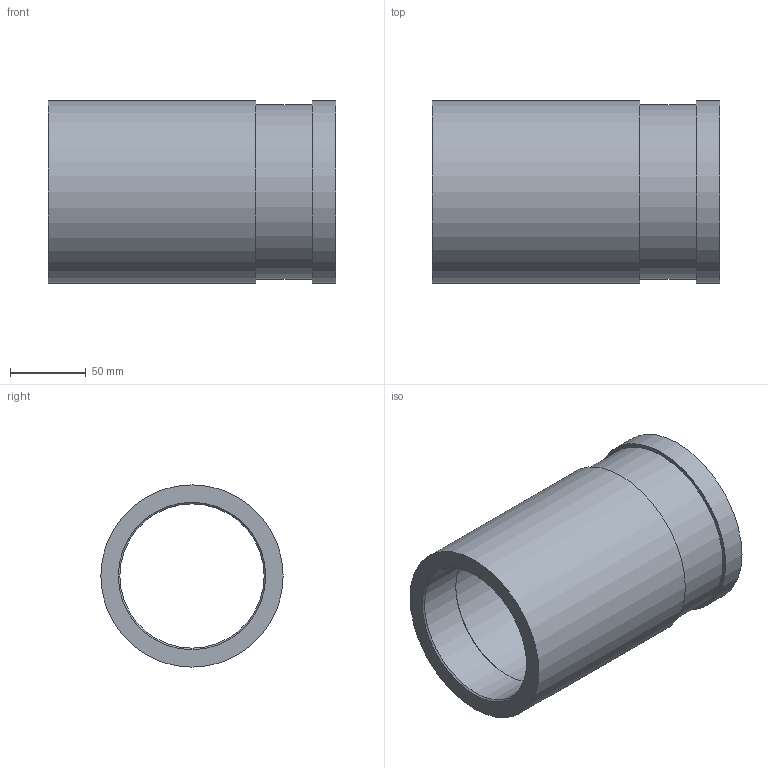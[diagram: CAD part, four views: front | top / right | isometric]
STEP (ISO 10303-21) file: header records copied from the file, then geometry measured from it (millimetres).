
FILE_DESCRIPTION(('STEP AP242'), '1');
FILE_NAME('32. Çàäíÿÿ çàùèòíàÿ ðóáàøêà ñî ñòîðîíû âûêèäà', '', ('UNSPECIFIED'), ('UNSPECIFIED'), 'C3D Converter', 'C3D Toolkit', '');
FILE_SCHEMA(('AP242_MANAGED_MODEL_BASED_3D_ENGINEERING_MIM_LF { 1 0 10303 442 1 1 4 }'));
Length unit declared in the file: millimetre
Bounding box: 189 x 120 x 120 mm (x, y, z)
Volume: 716662.9 mm3; surface area: 137176 mm2
Topology: 1 solids, 1 shells, 14 faces, 24 edges, 14 vertices
Faces by surface type: cylinder 6, plane 4, cone 2, torus 2
Full cylindrical faces by diameter (mm): 95 x2, 97 x1, 115 x1, 120 x2
Entity records: 440 total; most frequent: DIRECTION 58, CARTESIAN_POINT 43, AXIS2_PLACEMENT_3D 29, EDGE_LOOP 28, ORIENTED_EDGE 28, FACE_OUTER_BOUND 20, COLOUR_RGB 15, FILL_AREA_STYLE_COLOUR 15
